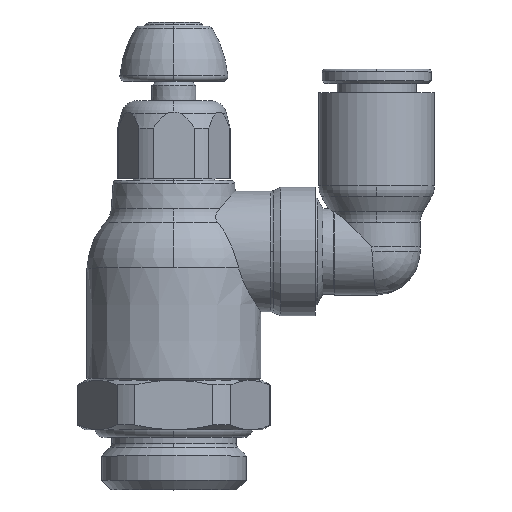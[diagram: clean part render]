
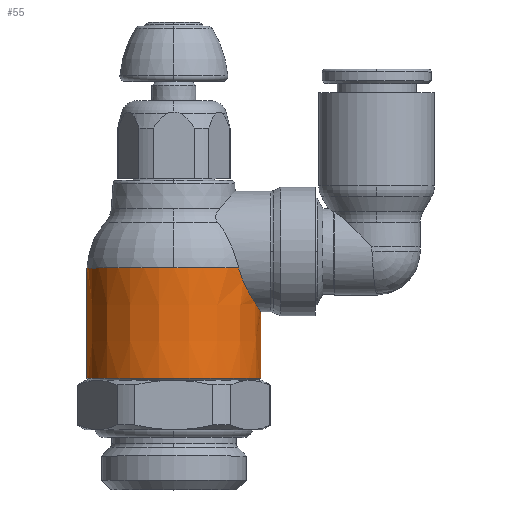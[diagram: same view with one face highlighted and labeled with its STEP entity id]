
A CAD part, top view. The second image highlights one B-rep face of the part: STEP entity #55.
In plain terms, the highlighted conical face has half-angle 0.02 degrees and reference radius 7.898 mm.
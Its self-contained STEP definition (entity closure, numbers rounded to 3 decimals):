
#55=ADVANCED_FACE('',(#234),#235,.T.);
#234=FACE_OUTER_BOUND('',#582,.T.);
#235=CONICAL_SURFACE('',#583,7.898,0.);
#582=EDGE_LOOP('',(#984,#985,#986,#987,#988,#989));
#583=AXIS2_PLACEMENT_3D('',#990,#991,#992);
#984=ORIENTED_EDGE('',*,*,#2317,.F.);
#985=ORIENTED_EDGE('',*,*,#2318,.T.);
#986=ORIENTED_EDGE('',*,*,#2319,.F.);
#987=ORIENTED_EDGE('',*,*,#2320,.T.);
#988=ORIENTED_EDGE('',*,*,#2315,.F.);
#989=ORIENTED_EDGE('',*,*,#2321,.F.);
#990=CARTESIAN_POINT('',(0.0,15.143,0.0));
#991=DIRECTION('',(-0.0,-1.0,-0.0));
#992=DIRECTION('',(-1.0,0.0,0.0));
#2315=EDGE_CURVE('',#2772,#2774,#2775,.T.);
#2317=EDGE_CURVE('',#2777,#2778,#2779,.T.);
#2318=EDGE_CURVE('',#2777,#2780,#2781,.T.);
#2319=EDGE_CURVE('',#2782,#2780,#2783,.T.);
#2320=EDGE_CURVE('',#2782,#2774,#2784,.T.);
#2321=EDGE_CURVE('',#2778,#2772,#2785,.T.);
#2772=VERTEX_POINT('',#3514);
#2774=VERTEX_POINT('',#3516);
#2775=CIRCLE('',#3517,7.897);
#2777=VERTEX_POINT('',#3548);
#2778=VERTEX_POINT('',#3549);
#2779=LINE('',#3550,#3551);
#2780=VERTEX_POINT('',#3552);
#2781=CIRCLE('',#3553,7.9);
#2782=VERTEX_POINT('',#3554);
#2783=LINE('',#3555,#3556);
#2784=B_SPLINE_CURVE_WITH_KNOTS('',3,(#3557,#3558,#3559,#3560,#3561,#3562,#3563,#3564,#3565,#3566,#3567,#3568,#3569,#3570,#3571,#3572,#3573,#3574,#3575,#3576,#3577,#3578,#3579,#3580,#3581,#3582,#3583,#3584,#3585,#3586),.UNSPECIFIED.,.F.,.F.,(4,2,2,2,2,2,2,2,2,2,2,2,2,2,4),(1.087,2.173,3.26,4.346,5.418,6.49,7.562,8.634,9.705,10.777,11.849,12.921,14.007,15.094,16.181),.UNSPECIFIED.);
#2785=CIRCLE('',#3587,7.897);
#3514=CARTESIAN_POINT('',(0.,20.15,7.897));
#3516=CARTESIAN_POINT('',(5.885,20.15,5.266));
#3517=AXIS2_PLACEMENT_3D('',#5601,#5602,#5603);
#3548=CARTESIAN_POINT('',(-7.9,10.136,0.0));
#3549=CARTESIAN_POINT('',(-7.897,20.15,0.));
#3550=CARTESIAN_POINT('',(-7.898,15.143,0.));
#3551=VECTOR('',#5604,1.0);
#3552=CARTESIAN_POINT('',(7.9,10.136,0.));
#3553=AXIS2_PLACEMENT_3D('',#5605,#5606,#5607);
#3554=CARTESIAN_POINT('',(7.898,16.175,0.));
#3555=CARTESIAN_POINT('',(7.898,15.143,0.));
#3556=VECTOR('',#5608,1.0);
#3557=CARTESIAN_POINT('',(5.793,20.564,-5.366));
#3558=CARTESIAN_POINT('',(5.86,20.205,-5.293));
#3559=CARTESIAN_POINT('',(5.959,19.854,-5.185));
#3560=CARTESIAN_POINT('',(6.193,19.186,-4.903));
#3561=CARTESIAN_POINT('',(6.328,18.87,-4.73));
#3562=CARTESIAN_POINT('',(6.607,18.285,-4.333));
#3563=CARTESIAN_POINT('',(6.749,18.017,-4.11));
#3564=CARTESIAN_POINT('',(7.015,17.544,-3.637));
#3565=CARTESIAN_POINT('',(7.149,17.321,-3.371));
#3566=CARTESIAN_POINT('',(7.397,16.924,-2.786));
#3567=CARTESIAN_POINT('',(7.51,16.749,-2.468));
#3568=CARTESIAN_POINT('',(7.699,16.465,-1.796));
#3569=CARTESIAN_POINT('',(7.774,16.356,-1.442));
#3570=CARTESIAN_POINT('',(7.873,16.211,-0.723));
#3571=CARTESIAN_POINT('',(7.898,16.175,-0.357));
#3572=CARTESIAN_POINT('',(7.898,16.175,0.357));
#3573=CARTESIAN_POINT('',(7.873,16.211,0.723));
#3574=CARTESIAN_POINT('',(7.774,16.356,1.442));
#3575=CARTESIAN_POINT('',(7.699,16.465,1.796));
#3576=CARTESIAN_POINT('',(7.51,16.749,2.468));
#3577=CARTESIAN_POINT('',(7.397,16.924,2.786));
#3578=CARTESIAN_POINT('',(7.149,17.321,3.371));
#3579=CARTESIAN_POINT('',(7.015,17.544,3.637));
#3580=CARTESIAN_POINT('',(6.749,18.017,4.11));
#3581=CARTESIAN_POINT('',(6.607,18.285,4.333));
#3582=CARTESIAN_POINT('',(6.328,18.87,4.73));
#3583=CARTESIAN_POINT('',(6.193,19.186,4.903));
#3584=CARTESIAN_POINT('',(5.959,19.854,5.185));
#3585=CARTESIAN_POINT('',(5.86,20.205,5.293));
#3586=CARTESIAN_POINT('',(5.793,20.564,5.366));
#3587=AXIS2_PLACEMENT_3D('',#5609,#5610,#5611);
#5601=CARTESIAN_POINT('',(0.0,20.15,0.0));
#5602=DIRECTION('',(0.0,1.0,0.0));
#5603=DIRECTION('',(-1.0,0.0,0.0));
#5604=DIRECTION('',(0.,1.,0.));
#5605=CARTESIAN_POINT('',(0.0,10.136,0.0));
#5606=DIRECTION('',(0.0,1.0,0.0));
#5607=DIRECTION('',(-1.0,0.0,0.0));
#5608=DIRECTION('',(0.,-1.,0.));
#5609=CARTESIAN_POINT('',(0.0,20.15,0.0));
#5610=DIRECTION('',(0.0,1.0,0.0));
#5611=DIRECTION('',(-1.0,0.0,0.0));
